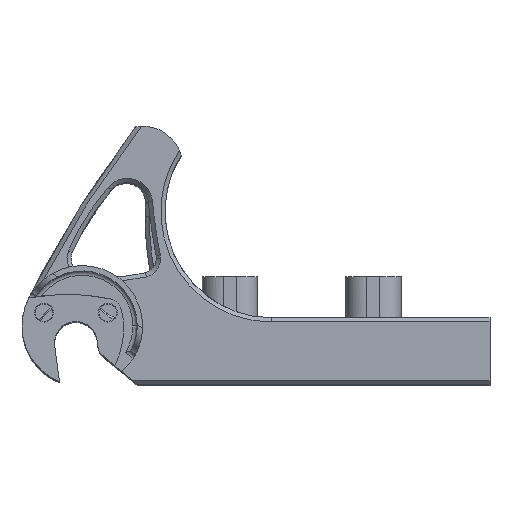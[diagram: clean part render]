
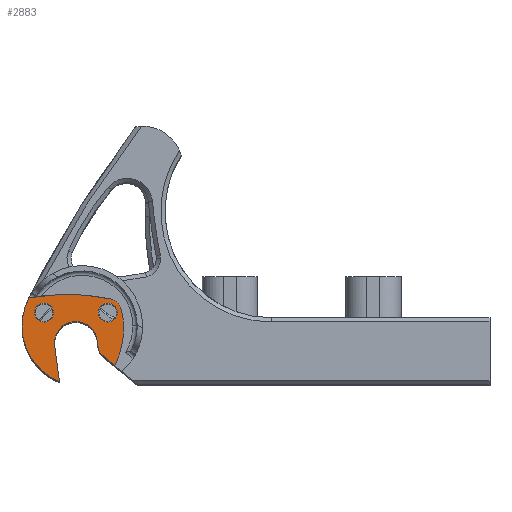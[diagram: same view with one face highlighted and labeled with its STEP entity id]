
A CAD part, top view. The second image highlights one B-rep face of the part: STEP entity #2883.
In plain terms, the highlighted planar face has unit normal (0, 0, 1).
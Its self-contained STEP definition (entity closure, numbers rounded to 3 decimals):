
#24 = ORIENTED_EDGE ( 'NONE', *, *, #1113, .T. ) ;
#64 = VERTEX_POINT ( 'NONE', #2996 ) ;
#250 = DIRECTION ( 'NONE',  ( 1., 0., 0. ) ) ;
#293 = DIRECTION ( 'NONE',  ( 1., 0., 0. ) ) ;
#335 = VERTEX_POINT ( 'NONE', #6905 ) ;
#434 = CARTESIAN_POINT ( 'NONE',  ( -9.803, 7.198, 3.999 ) ) ;
#451 = DIRECTION ( 'NONE',  ( 1., 0., 0. ) ) ;
#461 = CARTESIAN_POINT ( 'NONE',  ( 0., 0., 3.999 ) ) ;
#485 = VERTEX_POINT ( 'NONE', #4167 ) ;
#631 = CIRCLE ( 'NONE', #6253, 14.287 ) ;
#638 = DIRECTION ( 'NONE',  ( 1., 0., 0. ) ) ;
#720 = ORIENTED_EDGE ( 'NONE', *, *, #1190, .T. ) ;
#788 = DIRECTION ( 'NONE',  ( 1., 0., 0. ) ) ;
#819 = DIRECTION ( 'NONE',  ( 1., 0., 0. ) ) ;
#842 = DIRECTION ( 'NONE',  ( 0., 0., 1. ) ) ;
#939 = EDGE_CURVE ( 'NONE', #6801, #2087, #3525, .T. ) ;
#1113 = EDGE_CURVE ( 'NONE', #3099, #485, #2243, .T. ) ;
#1139 = CIRCLE ( 'NONE', #6198, 48.545 ) ;
#1190 = EDGE_CURVE ( 'NONE', #5440, #4928, #7747, .T. ) ;
#1289 = DIRECTION ( 'NONE',  ( 1., 0., 0. ) ) ;
#1336 = AXIS2_PLACEMENT_3D ( 'NONE', #9503, #4611, #10303 ) ;
#1534 = EDGE_CURVE ( 'NONE', #2087, #5976, #8739, .T. ) ;
#1577 = CARTESIAN_POINT ( 'NONE',  ( 10.755, 8.007, 3.999 ) ) ;
#1599 = CARTESIAN_POINT ( 'NONE',  ( -1.981, -37.029, 3.999 ) ) ;
#1608 = CARTESIAN_POINT ( 'NONE',  ( -5.08, 0., 3.999 ) ) ;
#1626 = DIRECTION ( 'NONE',  ( 0.766, -0.643, 0. ) ) ;
#1778 = EDGE_CURVE ( 'NONE', #5976, #7681, #2871, .T. ) ;
#1796 = AXIS2_PLACEMENT_3D ( 'NONE', #461, #6189, #1289 ) ;
#1844 = CARTESIAN_POINT ( 'NONE',  ( 5.303, 7.198, 3.999 ) ) ;
#1975 = CIRCLE ( 'NONE', #1796, 5.08 ) ;
#2087 = VERTEX_POINT ( 'NONE', #10176 ) ;
#2096 = ORIENTED_EDGE ( 'NONE', *, *, #1534, .T. ) ;
#2243 = CIRCLE ( 'NONE', #2955, 2.25 ) ;
#2253 = AXIS2_PLACEMENT_3D ( 'NONE', #10218, #5350, #451 ) ;
#2264 = VERTEX_POINT ( 'NONE', #2603 ) ;
#2430 = DIRECTION ( 'NONE',  ( 1., 0., 0. ) ) ;
#2464 = CIRCLE ( 'NONE', #7690, 2.25 ) ;
#2504 = EDGE_CURVE ( 'NONE', #335, #9164, #7437, .T. ) ;
#2603 = CARTESIAN_POINT ( 'NONE',  ( -11.138, 10.645, 3.999 ) ) ;
#2676 = EDGE_LOOP ( 'NONE', ( #9059, #9653 ) ) ;
#2789 = EDGE_CURVE ( 'NONE', #7681, #64, #7572, .T. ) ;
#2856 = CIRCLE ( 'NONE', #8477, 5.08 ) ;
#2871 = CIRCLE ( 'NONE', #6068, 19.05 ) ;
#2883 = ADVANCED_FACE ( 'NONE', ( #6797, #8700, #9217 ), #3082, .T. ) ;
#2953 = AXIS2_PLACEMENT_3D ( 'NONE', #10542, #5693, #788 ) ;
#2955 = AXIS2_PLACEMENT_3D ( 'NONE', #10562, #5713, #819 ) ;
#2996 = CARTESIAN_POINT ( 'NONE',  ( 8.249, 10.426, 3.999 ) ) ;
#3059 = CARTESIAN_POINT ( 'NONE',  ( -3.897, -9.218, 3.999 ) ) ;
#3064 = CIRCLE ( 'NONE', #1336, 2.54 ) ;
#3082 = PLANE ( 'NONE',  #9510 ) ;
#3099 = VERTEX_POINT ( 'NONE', #1844 ) ;
#3111 = VERTEX_POINT ( 'NONE', #7552 ) ;
#3131 = CARTESIAN_POINT ( 'NONE',  ( 11.335, 3.341, 3.999 ) ) ;
#3132 = EDGE_CURVE ( 'NONE', #5999, #10072, #2464, .T. ) ;
#3146 = AXIS2_PLACEMENT_3D ( 'NONE', #4507, #10206, #5340 ) ;
#3158 = CARTESIAN_POINT ( 'NONE',  ( -7.715, 3.341, 3.999 ) ) ;
#3212 = ORIENTED_EDGE ( 'NONE', *, *, #7870, .T. ) ;
#3525 = LINE ( 'NONE', #6519, #5439 ) ;
#3669 = CARTESIAN_POINT ( 'NONE',  ( 6.174, -2.84, 3.999 ) ) ;
#3674 = EDGE_LOOP ( 'NONE', ( #6245, #2096, #8353, #9283, #7503, #8050, #4043, #10277, #6928, #4204, #720, #7969 ) ) ;
#3975 = DIRECTION ( 'NONE',  ( 1., 0., 0. ) ) ;
#4043 = ORIENTED_EDGE ( 'NONE', *, *, #2504, .T. ) ;
#4167 = CARTESIAN_POINT ( 'NONE',  ( 9.803, 7.198, 3.999 ) ) ;
#4204 = ORIENTED_EDGE ( 'NONE', *, *, #9021, .T. ) ;
#4340 = EDGE_CURVE ( 'NONE', #4928, #6801, #3064, .T. ) ;
#4419 = EDGE_CURVE ( 'NONE', #2264, #335, #631, .T. ) ;
#4448 = DIRECTION ( 'NONE',  ( 0., 0., -1. ) ) ;
#4507 = CARTESIAN_POINT ( 'NONE',  ( 1.514, 4.006, 3.999 ) ) ;
#4611 = DIRECTION ( 'NONE',  ( 0., 0., 1. ) ) ;
#4673 = CARTESIAN_POINT ( 'NONE',  ( -5.036, -0.671, 3.999 ) ) ;
#4720 = DIRECTION ( 'NONE',  ( 0., 0., 1. ) ) ;
#4858 = AXIS2_PLACEMENT_3D ( 'NONE', #10066, #5192, #293 ) ;
#4928 = VERTEX_POINT ( 'NONE', #9494 ) ;
#4988 = DIRECTION ( 'NONE',  ( 0.132, -0.991, 0. ) ) ;
#5114 = EDGE_CURVE ( 'NONE', #64, #2264, #1139, .T. ) ;
#5166 = DIRECTION ( 'NONE',  ( 0., 0., -1. ) ) ;
#5192 = DIRECTION ( 'NONE',  ( 0., 0., -1. ) ) ;
#5340 = DIRECTION ( 'NONE',  ( 1., 0., 0. ) ) ;
#5350 = DIRECTION ( 'NONE',  ( 0., 0., -1. ) ) ;
#5439 = VECTOR ( 'NONE', #1626, 1000. ) ;
#5440 = VERTEX_POINT ( 'NONE', #6112 ) ;
#5491 = DIRECTION ( 'NONE',  ( -0.132, 0.991, 0. ) ) ;
#5545 = DIRECTION ( 'NONE',  ( 0., 0., 1. ) ) ;
#5693 = DIRECTION ( 'NONE',  ( 0., 0., 1. ) ) ;
#5713 = DIRECTION ( 'NONE',  ( 0., 0., -1. ) ) ;
#5736 = CARTESIAN_POINT ( 'NONE',  ( -7.715, 3.341, 3.999 ) ) ;
#5976 = VERTEX_POINT ( 'NONE', #3131 ) ;
#5999 = VERTEX_POINT ( 'NONE', #6448 ) ;
#6068 = AXIS2_PLACEMENT_3D ( 'NONE', #3158, #8869, #3975 ) ;
#6112 = CARTESIAN_POINT ( 'NONE',  ( 5.036, 0.671, 3.999 ) ) ;
#6189 = DIRECTION ( 'NONE',  ( 0., 0., -1. ) ) ;
#6198 = AXIS2_PLACEMENT_3D ( 'NONE', #1599, #7331, #2430 ) ;
#6245 = ORIENTED_EDGE ( 'NONE', *, *, #939, .T. ) ;
#6253 = AXIS2_PLACEMENT_3D ( 'NONE', #10402, #5545, #638 ) ;
#6254 = EDGE_CURVE ( 'NONE', #3111, #8719, #2856, .T. ) ;
#6323 = EDGE_CURVE ( 'NONE', #10072, #5999, #9099, .T. ) ;
#6448 = CARTESIAN_POINT ( 'NONE',  ( -5.303, 7.198, 3.999 ) ) ;
#6519 = CARTESIAN_POINT ( 'NONE',  ( 10.877, -6.786, 3.999 ) ) ;
#6558 = DIRECTION ( 'NONE',  ( 1., 0., 0. ) ) ;
#6600 = CARTESIAN_POINT ( 'NONE',  ( 5.289, -1.229, 3.999 ) ) ;
#6797 = FACE_BOUND ( 'NONE', #2676, .T. ) ;
#6801 = VERTEX_POINT ( 'NONE', #3669 ) ;
#6905 = CARTESIAN_POINT ( 'NONE',  ( -12.774, 4.006, 3.999 ) ) ;
#6928 = ORIENTED_EDGE ( 'NONE', *, *, #6254, .T. ) ;
#7331 = DIRECTION ( 'NONE',  ( 0., 0., 1. ) ) ;
#7344 = AXIS2_PLACEMENT_3D ( 'NONE', #5736, #842, #6558 ) ;
#7437 = CIRCLE ( 'NONE', #3146, 14.287 ) ;
#7462 = VECTOR ( 'NONE', #5491, 1000. ) ;
#7503 = ORIENTED_EDGE ( 'NONE', *, *, #5114, .T. ) ;
#7552 = CARTESIAN_POINT ( 'NONE',  ( -5.036, -0.671, 3.999 ) ) ;
#7572 = CIRCLE ( 'NONE', #2953, 3.302 ) ;
#7681 = VERTEX_POINT ( 'NONE', #1577 ) ;
#7690 = AXIS2_PLACEMENT_3D ( 'NONE', #10034, #5166, #250 ) ;
#7747 = LINE ( 'NONE', #6600, #9878 ) ;
#7807 = CIRCLE ( 'NONE', #4858, 2.25 ) ;
#7870 = EDGE_CURVE ( 'NONE', #485, #3099, #7807, .T. ) ;
#7969 = ORIENTED_EDGE ( 'NONE', *, *, #4340, .T. ) ;
#7975 = LINE ( 'NONE', #4673, #7462 ) ;
#8050 = ORIENTED_EDGE ( 'NONE', *, *, #4419, .T. ) ;
#8353 = ORIENTED_EDGE ( 'NONE', *, *, #1778, .T. ) ;
#8477 = AXIS2_PLACEMENT_3D ( 'NONE', #9340, #4448, #10159 ) ;
#8700 = FACE_BOUND ( 'NONE', #9588, .T. ) ;
#8719 = VERTEX_POINT ( 'NONE', #1608 ) ;
#8739 = CIRCLE ( 'NONE', #7344, 19.05 ) ;
#8869 = DIRECTION ( 'NONE',  ( 0., 0., 1. ) ) ;
#9021 = EDGE_CURVE ( 'NONE', #8719, #5440, #1975, .T. ) ;
#9059 = ORIENTED_EDGE ( 'NONE', *, *, #6323, .T. ) ;
#9099 = CIRCLE ( 'NONE', #2253, 2.25 ) ;
#9141 = EDGE_CURVE ( 'NONE', #9164, #3111, #7975, .T. ) ;
#9164 = VERTEX_POINT ( 'NONE', #3059 ) ;
#9217 = FACE_OUTER_BOUND ( 'NONE', #3674, .T. ) ;
#9283 = ORIENTED_EDGE ( 'NONE', *, *, #2789, .T. ) ;
#9340 = CARTESIAN_POINT ( 'NONE',  ( 0., 0., 3.999 ) ) ;
#9494 = CARTESIAN_POINT ( 'NONE',  ( 5.289, -1.229, 3.999 ) ) ;
#9503 = CARTESIAN_POINT ( 'NONE',  ( 7.806, -0.894, 3.999 ) ) ;
#9510 = AXIS2_PLACEMENT_3D ( 'NONE', #9604, #4720, #10408 ) ;
#9588 = EDGE_LOOP ( 'NONE', ( #24, #3212 ) ) ;
#9604 = CARTESIAN_POINT ( 'NONE',  ( 2.786, -14.916, 3.999 ) ) ;
#9653 = ORIENTED_EDGE ( 'NONE', *, *, #3132, .T. ) ;
#9878 = VECTOR ( 'NONE', #4988, 1000. ) ;
#10034 = CARTESIAN_POINT ( 'NONE',  ( -7.553, 7.198, 3.999 ) ) ;
#10066 = CARTESIAN_POINT ( 'NONE',  ( 7.553, 7.198, 3.999 ) ) ;
#10072 = VERTEX_POINT ( 'NONE', #434 ) ;
#10159 = DIRECTION ( 'NONE',  ( 1., 0., 0. ) ) ;
#10176 = CARTESIAN_POINT ( 'NONE',  ( 9.215, -5.392, 3.999 ) ) ;
#10206 = DIRECTION ( 'NONE',  ( 0., 0., 1. ) ) ;
#10218 = CARTESIAN_POINT ( 'NONE',  ( -7.553, 7.198, 3.999 ) ) ;
#10277 = ORIENTED_EDGE ( 'NONE', *, *, #9141, .T. ) ;
#10303 = DIRECTION ( 'NONE',  ( 1., 0., 0. ) ) ;
#10402 = CARTESIAN_POINT ( 'NONE',  ( 1.514, 4.006, 3.999 ) ) ;
#10408 = DIRECTION ( 'NONE',  ( 1., 0., 0. ) ) ;
#10542 = CARTESIAN_POINT ( 'NONE',  ( 7.553, 7.198, 3.999 ) ) ;
#10562 = CARTESIAN_POINT ( 'NONE',  ( 7.553, 7.198, 3.999 ) ) ;
